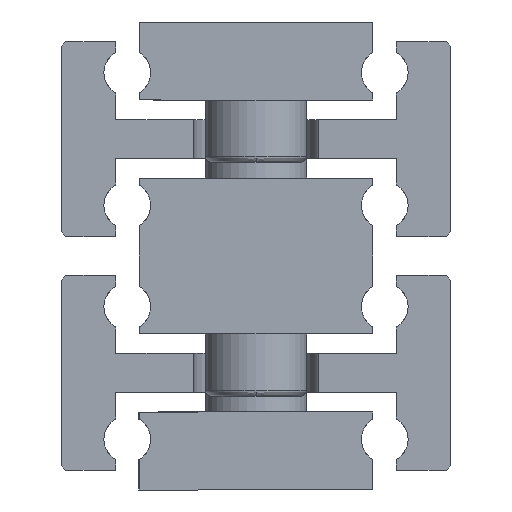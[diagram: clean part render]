
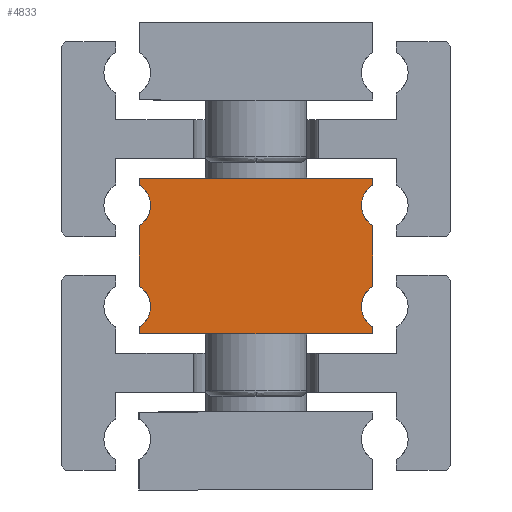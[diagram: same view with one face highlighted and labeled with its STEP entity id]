
A CAD part, front view. The second image highlights one B-rep face of the part: STEP entity #4833.
In plain terms, the highlighted planar face has unit normal (0, -1, 0).
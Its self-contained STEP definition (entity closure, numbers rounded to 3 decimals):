
#2487=CARTESIAN_POINT('',(0.,-250.0,-3.5));
#2488=VERTEX_POINT('',#2487);
#2652=CARTESIAN_POINT('',(-13.5,-250.0,0.));
#2653=VERTEX_POINT('',#2652);
#2662=CARTESIAN_POINT('',(-15.0,-250.0,2.598));
#2663=VERTEX_POINT('',#2662);
#2664=CARTESIAN_POINT('',(-16.5,-250.0,0.0));
#2665=DIRECTION('',(0.0,1.0,0.0));
#2666=DIRECTION('',(1.0,0.0,0.0));
#2667=AXIS2_PLACEMENT_3D('',#2664,#2665,#2666);
#2668=CIRCLE('',#2667,3.0);
#2669=EDGE_CURVE('',#2663,#2653,#2668,.T.);
#2801=CARTESIAN_POINT('',(15.0,-250.0,2.598));
#2802=VERTEX_POINT('',#2801);
#2809=CARTESIAN_POINT('',(13.5,-250.0,0.));
#2810=VERTEX_POINT('',#2809);
#2811=CARTESIAN_POINT('',(16.5,-250.0,0.0));
#2812=DIRECTION('',(0.0,1.0,0.0));
#2813=DIRECTION('',(1.0,0.0,0.0));
#2814=AXIS2_PLACEMENT_3D('',#2811,#2812,#2813);
#2815=CIRCLE('',#2814,3.0);
#2816=EDGE_CURVE('',#2810,#2802,#2815,.T.);
#2878=CARTESIAN_POINT('',(-13.5,-250.0,13.0));
#2879=VERTEX_POINT('',#2878);
#2888=CARTESIAN_POINT('',(-15.0,-250.0,15.598));
#2889=VERTEX_POINT('',#2888);
#2890=CARTESIAN_POINT('',(-16.5,-250.0,13.0));
#2891=DIRECTION('',(0.0,1.0,0.0));
#2892=DIRECTION('',(1.0,0.0,0.0));
#2893=AXIS2_PLACEMENT_3D('',#2890,#2891,#2892);
#2894=CIRCLE('',#2893,3.0);
#2895=EDGE_CURVE('',#2889,#2879,#2894,.T.);
#3027=CARTESIAN_POINT('',(15.0,-250.0,15.598));
#3028=VERTEX_POINT('',#3027);
#3035=CARTESIAN_POINT('',(13.5,-250.0,13.0));
#3036=VERTEX_POINT('',#3035);
#3037=CARTESIAN_POINT('',(16.5,-250.0,13.0));
#3038=DIRECTION('',(0.0,1.0,0.0));
#3039=DIRECTION('',(1.0,0.0,0.0));
#3040=AXIS2_PLACEMENT_3D('',#3037,#3038,#3039);
#3041=CIRCLE('',#3040,3.0);
#3042=EDGE_CURVE('',#3036,#3028,#3041,.T.);
#4114=CARTESIAN_POINT('',(-15.,-250.0,16.5));
#4115=VERTEX_POINT('',#4114);
#4122=CARTESIAN_POINT('',(15.0,-250.0,16.5));
#4123=VERTEX_POINT('',#4122);
#4124=CARTESIAN_POINT('',(-15.,-250.0,16.5));
#4125=DIRECTION('',(1.0,0.0,0.0));
#4126=VECTOR('',#4125,30.);
#4127=LINE('',#4124,#4126);
#4128=EDGE_CURVE('',#4115,#4123,#4127,.T.);
#4321=CARTESIAN_POINT('',(15.0,-250.0,16.5));
#4322=DIRECTION('',(0.0,0.0,-1.0));
#4323=VECTOR('',#4322,0.902);
#4324=LINE('',#4321,#4323);
#4325=EDGE_CURVE('',#4123,#3028,#4324,.T.);
#4338=CARTESIAN_POINT('',(15.0,-250.0,10.402));
#4339=VERTEX_POINT('',#4338);
#4346=CARTESIAN_POINT('',(15.0,-250.0,10.402));
#4347=DIRECTION('',(0.0,0.0,-1.0));
#4348=VECTOR('',#4347,7.804);
#4349=LINE('',#4346,#4348);
#4350=EDGE_CURVE('',#4339,#2802,#4349,.T.);
#4519=CARTESIAN_POINT('',(15.0,-250.0,-2.598));
#4520=VERTEX_POINT('',#4519);
#4527=CARTESIAN_POINT('',(15.0,-250.0,-3.5));
#4528=VERTEX_POINT('',#4527);
#4529=CARTESIAN_POINT('',(15.0,-250.0,-2.598));
#4530=DIRECTION('',(0.0,0.0,-1.0));
#4531=VECTOR('',#4530,0.902);
#4532=LINE('',#4529,#4531);
#4533=EDGE_CURVE('',#4520,#4528,#4532,.T.);
#4569=CARTESIAN_POINT('',(16.5,-250.0,13.0));
#4570=DIRECTION('',(0.0,1.0,0.0));
#4571=DIRECTION('',(1.0,0.0,0.0));
#4572=AXIS2_PLACEMENT_3D('',#4569,#4570,#4571);
#4573=CIRCLE('',#4572,3.0);
#4574=EDGE_CURVE('',#4339,#3036,#4573,.T.);
#4609=CARTESIAN_POINT('',(-15.0,-250.0,10.402));
#4610=VERTEX_POINT('',#4609);
#4617=CARTESIAN_POINT('',(-16.5,-250.0,13.0));
#4618=DIRECTION('',(0.0,1.0,0.0));
#4619=DIRECTION('',(1.0,0.0,0.0));
#4620=AXIS2_PLACEMENT_3D('',#4617,#4618,#4619);
#4621=CIRCLE('',#4620,3.0);
#4622=EDGE_CURVE('',#2879,#4610,#4621,.T.);
#4640=CARTESIAN_POINT('',(-15.0,-250.0,2.598));
#4641=DIRECTION('',(0.0,0.0,1.0));
#4642=VECTOR('',#4641,7.804);
#4643=LINE('',#4640,#4642);
#4644=EDGE_CURVE('',#2663,#4610,#4643,.T.);
#4714=CARTESIAN_POINT('',(16.5,-250.0,0.0));
#4715=DIRECTION('',(0.0,1.0,0.0));
#4716=DIRECTION('',(1.0,0.0,0.0));
#4717=AXIS2_PLACEMENT_3D('',#4714,#4715,#4716);
#4718=CIRCLE('',#4717,3.0);
#4719=EDGE_CURVE('',#4520,#2810,#4718,.T.);
#4740=CARTESIAN_POINT('',(-15.0,-250.0,-2.598));
#4741=VERTEX_POINT('',#4740);
#4748=CARTESIAN_POINT('',(-16.5,-250.0,0.0));
#4749=DIRECTION('',(0.0,1.0,0.0));
#4750=DIRECTION('',(1.0,0.0,0.0));
#4751=AXIS2_PLACEMENT_3D('',#4748,#4749,#4750);
#4752=CIRCLE('',#4751,3.0);
#4753=EDGE_CURVE('',#2653,#4741,#4752,.T.);
#4765=CARTESIAN_POINT('',(-15.0,-250.0,-3.5));
#4766=VERTEX_POINT('',#4765);
#4773=CARTESIAN_POINT('',(-15.0,-250.0,-3.5));
#4774=DIRECTION('',(0.0,0.0,1.0));
#4775=VECTOR('',#4774,0.902);
#4776=LINE('',#4773,#4775);
#4777=EDGE_CURVE('',#4766,#4741,#4776,.T.);
#4788=CARTESIAN_POINT('',(-15.0,-250.0,15.598));
#4789=DIRECTION('',(0.0,0.0,1.0));
#4790=VECTOR('',#4789,0.902);
#4791=LINE('',#4788,#4790);
#4792=EDGE_CURVE('',#2889,#4115,#4791,.T.);
#4799=CARTESIAN_POINT('',(0.,-250.0,1.5));
#4800=DIRECTION('',(0.0,1.0,0.0));
#4801=DIRECTION('',(0.0,0.0,1.0));
#4802=AXIS2_PLACEMENT_3D('',#4799,#4800,#4801);
#4803=PLANE('',#4802);
#4804=ORIENTED_EDGE('',*,*,#4574,.T.);
#4805=ORIENTED_EDGE('',*,*,#3042,.T.);
#4806=ORIENTED_EDGE('',*,*,#4325,.F.);
#4807=ORIENTED_EDGE('',*,*,#4128,.F.);
#4808=ORIENTED_EDGE('',*,*,#4792,.F.);
#4809=ORIENTED_EDGE('',*,*,#2895,.T.);
#4810=ORIENTED_EDGE('',*,*,#4622,.T.);
#4811=ORIENTED_EDGE('',*,*,#4644,.F.);
#4812=ORIENTED_EDGE('',*,*,#2669,.T.);
#4813=ORIENTED_EDGE('',*,*,#4753,.T.);
#4814=ORIENTED_EDGE('',*,*,#4777,.F.);
#4815=CARTESIAN_POINT('',(0.,-250.0,-3.5));
#4816=DIRECTION('',(-1.0,0.0,0.0));
#4817=VECTOR('',#4816,15.0);
#4818=LINE('',#4815,#4817);
#4819=EDGE_CURVE('',#2488,#4766,#4818,.T.);
#4820=ORIENTED_EDGE('',*,*,#4819,.F.);
#4821=CARTESIAN_POINT('',(15.0,-250.0,-3.5));
#4822=DIRECTION('',(-1.0,0.0,0.0));
#4823=VECTOR('',#4822,15.0);
#4824=LINE('',#4821,#4823);
#4825=EDGE_CURVE('',#4528,#2488,#4824,.T.);
#4826=ORIENTED_EDGE('',*,*,#4825,.F.);
#4827=ORIENTED_EDGE('',*,*,#4533,.F.);
#4828=ORIENTED_EDGE('',*,*,#4719,.T.);
#4829=ORIENTED_EDGE('',*,*,#2816,.T.);
#4830=ORIENTED_EDGE('',*,*,#4350,.F.);
#4831=EDGE_LOOP('',(#4804,#4805,#4806,#4807,#4808,#4809,#4810,#4811,#4812,#4813,#4814,#4820,#4826,#4827,#4828,#4829,#4830));
#4832=FACE_OUTER_BOUND('',#4831,.T.);
#4833=ADVANCED_FACE('',(#4832),#4803,.F.);
